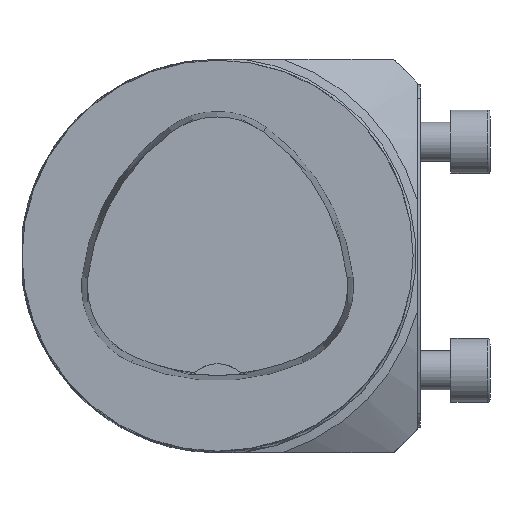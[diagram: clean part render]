
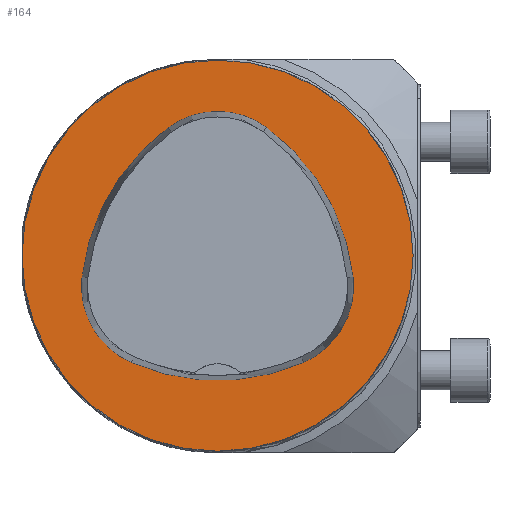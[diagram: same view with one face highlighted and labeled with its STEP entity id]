
A CAD part, top view. The second image highlights one B-rep face of the part: STEP entity #164.
In plain terms, the highlighted planar face has unit normal (0, 0, 1).
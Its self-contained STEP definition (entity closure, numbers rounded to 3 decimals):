
#41=PLANE('',#1163);
#164=ADVANCED_FACE('',(#318,#319),#41,.T.);
#253=CIRCLE('',#1135,40.);
#254=CIRCLE('',#1141,44.);
#256=CIRCLE('',#1144,17.);
#258=CIRCLE('',#1147,44.);
#260=CIRCLE('',#1150,17.);
#264=CIRCLE('',#1155,44.);
#266=CIRCLE('',#1158,17.);
#318=FACE_BOUND('',#372,.T.);
#319=FACE_BOUND('',#373,.T.);
#372=EDGE_LOOP('',(#518,#519,#520,#521,#522,#523));
#373=EDGE_LOOP('',(#524));
#518=ORIENTED_EDGE('',*,*,#893,.T.);
#519=ORIENTED_EDGE('',*,*,#873,.T.);
#520=ORIENTED_EDGE('',*,*,#877,.T.);
#521=ORIENTED_EDGE('',*,*,#880,.T.);
#522=ORIENTED_EDGE('',*,*,#883,.T.);
#523=ORIENTED_EDGE('',*,*,#891,.T.);
#524=ORIENTED_EDGE('',*,*,#864,.F.);
#761=VERTEX_POINT('',#1627);
#770=VERTEX_POINT('',#1646);
#771=VERTEX_POINT('',#1647);
#774=VERTEX_POINT('',#1655);
#776=VERTEX_POINT('',#1661);
#778=VERTEX_POINT('',#1667);
#785=VERTEX_POINT('',#1688);
#864=EDGE_CURVE('',#761,#761,#253,.T.);
#873=EDGE_CURVE('',#770,#771,#254,.T.);
#877=EDGE_CURVE('',#771,#774,#256,.T.);
#880=EDGE_CURVE('',#774,#776,#258,.T.);
#883=EDGE_CURVE('',#776,#778,#260,.T.);
#891=EDGE_CURVE('',#778,#785,#264,.T.);
#893=EDGE_CURVE('',#785,#770,#266,.T.);
#1135=AXIS2_PLACEMENT_3D('',#1626,#1290,#1291);
#1141=AXIS2_PLACEMENT_3D('',#1645,#1306,#1307);
#1144=AXIS2_PLACEMENT_3D('',#1654,#1314,#1315);
#1147=AXIS2_PLACEMENT_3D('',#1660,#1321,#1322);
#1150=AXIS2_PLACEMENT_3D('',#1666,#1328,#1329);
#1155=AXIS2_PLACEMENT_3D('',#1689,#1340,#1341);
#1158=AXIS2_PLACEMENT_3D('',#1692,#1346,#1347);
#1163=AXIS2_PLACEMENT_3D('',#1697,#1356,#1357);
#1290=DIRECTION('',(0.,0.,-1.));
#1291=DIRECTION('',(-1.,0.,0.));
#1306=DIRECTION('',(0.,0.,-1.));
#1307=DIRECTION('',(-1.,0.,0.));
#1314=DIRECTION('',(0.,0.,-1.));
#1315=DIRECTION('',(-1.,0.,0.));
#1321=DIRECTION('',(0.,0.,-1.));
#1322=DIRECTION('',(-1.,0.,0.));
#1328=DIRECTION('',(0.,0.,-1.));
#1329=DIRECTION('',(-1.,0.,0.));
#1340=DIRECTION('',(0.,0.,-1.));
#1341=DIRECTION('',(-1.,0.,0.));
#1346=DIRECTION('',(0.,0.,-1.));
#1347=DIRECTION('',(-1.,0.,0.));
#1356=DIRECTION('',(0.,0.,1.));
#1357=DIRECTION('',(1.,0.,0.));
#1626=CARTESIAN_POINT('',(0.,0.,0.));
#1627=CARTESIAN_POINT('',(-40.,0.,0.));
#1645=CARTESIAN_POINT('',(16.01,-9.224,0.));
#1646=CARTESIAN_POINT('',(-27.722,-4.378,0.));
#1647=CARTESIAN_POINT('',(-10.119,26.178,0.));
#1654=CARTESIAN_POINT('',(-0.023,12.5,0.));
#1655=CARTESIAN_POINT('',(10.049,26.194,0.));
#1660=CARTESIAN_POINT('',(-16.021,-9.25,0.));
#1661=CARTESIAN_POINT('',(27.71,-4.394,0.));
#1666=CARTESIAN_POINT('',(10.814,-6.27,0.));
#1667=CARTESIAN_POINT('',(17.611,-21.852,0.));
#1688=CARTESIAN_POINT('',(-17.652,-21.819,0.));
#1689=CARTESIAN_POINT('',(0.017,18.477,0.));
#1692=CARTESIAN_POINT('',(-10.825,-6.25,0.));
#1697=CARTESIAN_POINT('',(0.,0.,0.));
